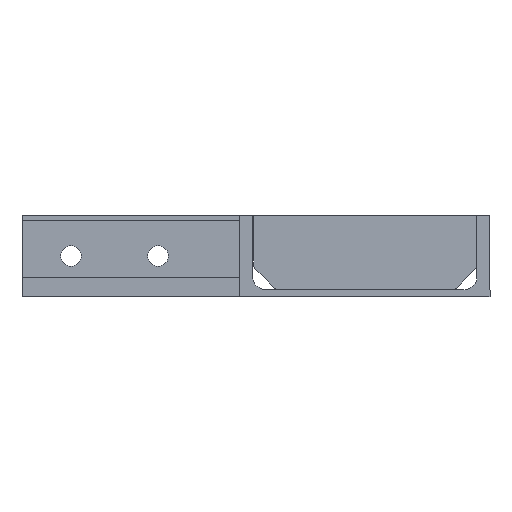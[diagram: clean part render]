
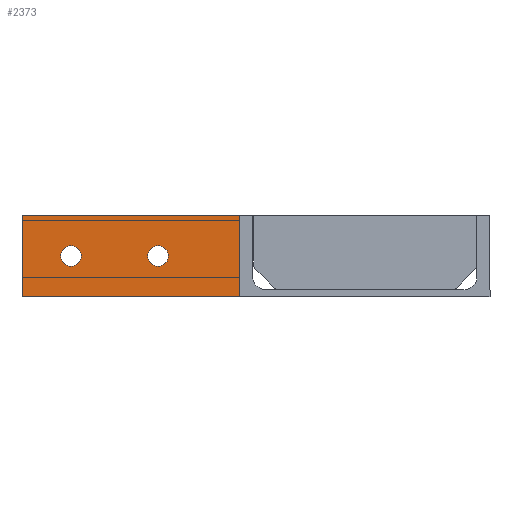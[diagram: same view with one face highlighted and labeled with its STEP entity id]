
A CAD part, left-side view. The second image highlights one B-rep face of the part: STEP entity #2373.
In plain terms, the highlighted face is planar.
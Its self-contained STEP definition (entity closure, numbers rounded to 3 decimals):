
#18 = VECTOR ( 'NONE', #1827, 1000. ) ;
#26 = VERTEX_POINT ( 'NONE', #1514 ) ;
#49 = DIRECTION ( 'NONE',  ( 1., 0., 0. ) ) ;
#134 = AXIS2_PLACEMENT_3D ( 'NONE', #2588, #757, #2398 ) ;
#188 = ORIENTED_EDGE ( 'NONE', *, *, #911, .F. ) ;
#193 = VERTEX_POINT ( 'NONE', #2349 ) ;
#232 = CARTESIAN_POINT ( 'NONE',  ( 100., 0., 0. ) ) ;
#235 = CARTESIAN_POINT ( 'NONE',  ( -55., 0., -37.5 ) ) ;
#246 = VERTEX_POINT ( 'NONE', #1147 ) ;
#334 = DIRECTION ( 'NONE',  ( 0., 1., 0. ) ) ;
#351 = ORIENTED_EDGE ( 'NONE', *, *, #1150, .T. ) ;
#365 = VERTEX_POINT ( 'NONE', #2210 ) ;
#367 = AXIS2_PLACEMENT_3D ( 'NONE', #1999, #1152, #1390 ) ;
#513 = EDGE_CURVE ( 'NONE', #913, #2414, #657, .T. ) ;
#530 = VERTEX_POINT ( 'NONE', #1299 ) ;
#540 = CARTESIAN_POINT ( 'NONE',  ( -100., 0., 0. ) ) ;
#568 = FACE_BOUND ( 'NONE', #987, .T. ) ;
#602 = ORIENTED_EDGE ( 'NONE', *, *, #1806, .F. ) ;
#623 = CARTESIAN_POINT ( 'NONE',  ( -100., 0., 0. ) ) ;
#657 = CIRCLE ( 'NONE', #1355, 9.5 ) ;
#672 = DIRECTION ( 'NONE',  ( 0., 0., 1. ) ) ;
#740 = ORIENTED_EDGE ( 'NONE', *, *, #879, .F. ) ;
#750 = ORIENTED_EDGE ( 'NONE', *, *, #1553, .F. ) ;
#757 = DIRECTION ( 'NONE',  ( 0., 1., 0. ) ) ;
#760 = LINE ( 'NONE', #2594, #18 ) ;
#809 = CARTESIAN_POINT ( 'NONE',  ( 25., 0., -47. ) ) ;
#833 = DIRECTION ( 'NONE',  ( 0., 0., 1. ) ) ;
#873 = ORIENTED_EDGE ( 'NONE', *, *, #513, .F. ) ;
#879 = EDGE_CURVE ( 'NONE', #193, #26, #2543, .T. ) ;
#885 = EDGE_LOOP ( 'NONE', ( #188, #740 ) ) ;
#911 = EDGE_CURVE ( 'NONE', #26, #193, #1402, .T. ) ;
#913 = VERTEX_POINT ( 'NONE', #809 ) ;
#949 = CARTESIAN_POINT ( 'NONE',  ( 25., 0., -28. ) ) ;
#958 = DIRECTION ( 'NONE',  ( 0., -1., 0. ) ) ;
#987 = EDGE_LOOP ( 'NONE', ( #602, #873 ) ) ;
#1007 = DIRECTION ( 'NONE',  ( 0., 1., 0. ) ) ;
#1031 = DIRECTION ( 'NONE',  ( 1., 0., 0. ) ) ;
#1147 = CARTESIAN_POINT ( 'NONE',  ( 100., 0., -75. ) ) ;
#1150 = EDGE_CURVE ( 'NONE', #530, #246, #2486, .T. ) ;
#1152 = DIRECTION ( 'NONE',  ( 0., 1., 0. ) ) ;
#1299 = CARTESIAN_POINT ( 'NONE',  ( 100., 0., 0. ) ) ;
#1355 = AXIS2_PLACEMENT_3D ( 'NONE', #2365, #334, #672 ) ;
#1390 = DIRECTION ( 'NONE',  ( 0., 0., 1. ) ) ;
#1402 = CIRCLE ( 'NONE', #1743, 9.5 ) ;
#1490 = VECTOR ( 'NONE', #1506, 1000. ) ;
#1506 = DIRECTION ( 'NONE',  ( 0., 0., -1. ) ) ;
#1514 = CARTESIAN_POINT ( 'NONE',  ( -55., 0., -28. ) ) ;
#1516 = CARTESIAN_POINT ( 'NONE',  ( -100., 0., -75. ) ) ;
#1553 = EDGE_CURVE ( 'NONE', #365, #246, #2544, .T. ) ;
#1629 = FACE_BOUND ( 'NONE', #885, .T. ) ;
#1743 = AXIS2_PLACEMENT_3D ( 'NONE', #235, #1007, #833 ) ;
#1806 = EDGE_CURVE ( 'NONE', #2414, #913, #2168, .T. ) ;
#1827 = DIRECTION ( 'NONE',  ( 0., 0., -1. ) ) ;
#1865 = LINE ( 'NONE', #623, #1975 ) ;
#1975 = VECTOR ( 'NONE', #1031, 1000. ) ;
#1982 = FACE_OUTER_BOUND ( 'NONE', #2535, .T. ) ;
#1999 = CARTESIAN_POINT ( 'NONE',  ( 25., 0., -37.5 ) ) ;
#2019 = AXIS2_PLACEMENT_3D ( 'NONE', #540, #958, #2606 ) ;
#2056 = VERTEX_POINT ( 'NONE', #2266 ) ;
#2164 = VECTOR ( 'NONE', #49, 1000. ) ;
#2168 = CIRCLE ( 'NONE', #367, 9.5 ) ;
#2210 = CARTESIAN_POINT ( 'NONE',  ( -100., 0., -75. ) ) ;
#2221 = PLANE ( 'NONE',  #2019 ) ;
#2266 = CARTESIAN_POINT ( 'NONE',  ( -100., 0., 0. ) ) ;
#2340 = ORIENTED_EDGE ( 'NONE', *, *, #2392, .F. ) ;
#2349 = CARTESIAN_POINT ( 'NONE',  ( -55., 0., -47. ) ) ;
#2365 = CARTESIAN_POINT ( 'NONE',  ( 25., 0., -37.5 ) ) ;
#2373 = ADVANCED_FACE ( 'NONE', ( #568, #1982, #1629 ), #2221, .F. ) ;
#2392 = EDGE_CURVE ( 'NONE', #2056, #365, #760, .T. ) ;
#2398 = DIRECTION ( 'NONE',  ( 0., 0., 1. ) ) ;
#2414 = VERTEX_POINT ( 'NONE', #949 ) ;
#2485 = EDGE_CURVE ( 'NONE', #2056, #530, #1865, .T. ) ;
#2486 = LINE ( 'NONE', #232, #1490 ) ;
#2535 = EDGE_LOOP ( 'NONE', ( #351, #750, #2340, #2599 ) ) ;
#2543 = CIRCLE ( 'NONE', #134, 9.5 ) ;
#2544 = LINE ( 'NONE', #1516, #2164 ) ;
#2588 = CARTESIAN_POINT ( 'NONE',  ( -55., 0., -37.5 ) ) ;
#2594 = CARTESIAN_POINT ( 'NONE',  ( -100., 0., 0. ) ) ;
#2599 = ORIENTED_EDGE ( 'NONE', *, *, #2485, .T. ) ;
#2606 = DIRECTION ( 'NONE',  ( 0., 0., -1. ) ) ;
